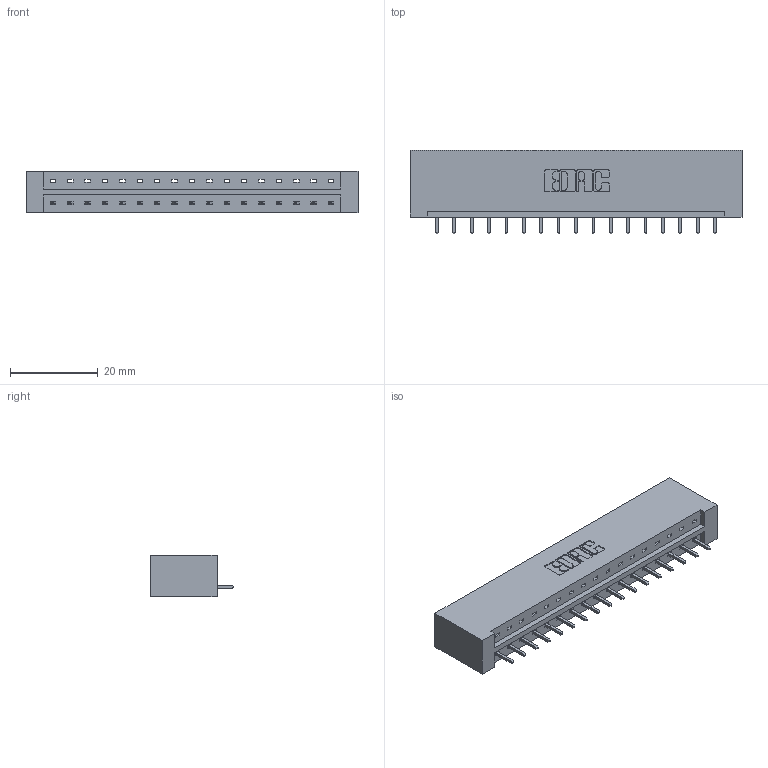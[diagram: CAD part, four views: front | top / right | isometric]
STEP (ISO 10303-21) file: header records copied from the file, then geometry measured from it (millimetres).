
FILE_DESCRIPTION (( 'STEP AP203' ), '1' );
FILE_NAME ('333-017-521-101.STEP', '2019-08-09T11:47:08', ( '' ), ( '' ), 'SwSTEP 2.0', 'SolidWorks 2016', '' );
FILE_SCHEMA (( 'CONFIG_CONTROL_DESIGN' ));
Length unit declared in the file: inch
Products named in the file (3): 333-017-521-101; 345-292-001_345-293-121; 333 Part_Lugless
Assembly tree (18 placements, depth 2):
  333-017-521-101
    333 Part_Lugless
    345-292-001_345-293-121  x17
Bounding box: 75.62 x 19.06 x 9.4 mm (x, y, z)
Volume: 7958.5 mm3; surface area: 8203.2 mm2
Topology: 18 solids, 18 shells, 1092 faces, 3279 edges, 2162 vertices
Faces by surface type: plane 780, cylinder 312
Entity records: 13367 total; most frequent: CARTESIAN_POINT 2317, ORIENTED_EDGE 2270, DIRECTION 1997, EDGE_CURVE 1135, VECTOR 1015, LINE 1015, VERTEX_POINT 754, AXIS2_PLACEMENT_3D 491
